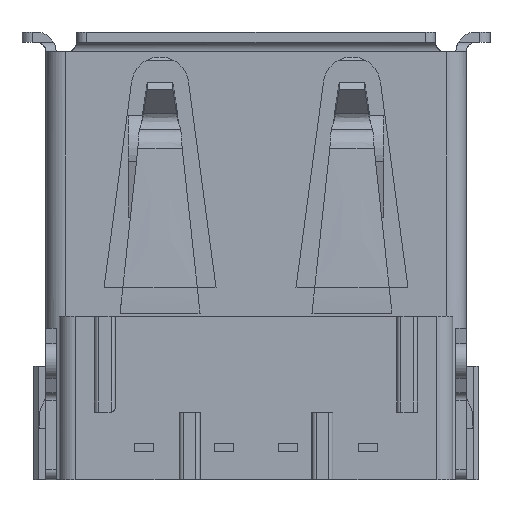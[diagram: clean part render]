
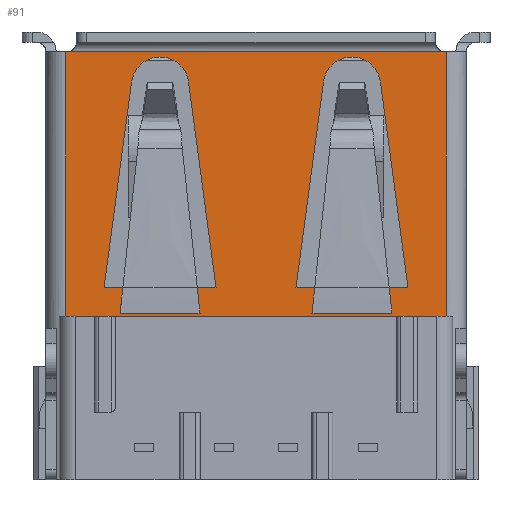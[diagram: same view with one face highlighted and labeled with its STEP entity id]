
A CAD part, front view. The second image highlights one B-rep face of the part: STEP entity #91.
In plain terms, the highlighted planar face has unit normal (0, -1, 0).
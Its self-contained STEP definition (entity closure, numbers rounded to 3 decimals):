
#91=ADVANCED_FACE('',(#631,#632,#633),#634,.T.);
#631=FACE_OUTER_BOUND('',#1650,.T.);
#632=FACE_BOUND('',#1651,.T.);
#633=FACE_BOUND('',#1652,.T.);
#634=PLANE('',#1653);
#1650=EDGE_LOOP('',(#4342,#4343,#4344,#4345,#4346,#4347,#4348,#4349));
#1651=EDGE_LOOP('',(#4350,#4351,#4352,#4353,#4354,#4355,#4356,#4357));
#1652=EDGE_LOOP('',(#4358,#4359,#4360,#4361,#4362,#4363,#4364,#4365));
#1653=AXIS2_PLACEMENT_3D('',#4366,#4367,#4368);
#4342=ORIENTED_EDGE('',*,*,#7987,.T.);
#4343=ORIENTED_EDGE('',*,*,#7988,.T.);
#4344=ORIENTED_EDGE('',*,*,#7869,.F.);
#4345=ORIENTED_EDGE('',*,*,#7986,.F.);
#4346=ORIENTED_EDGE('',*,*,#7978,.F.);
#4347=ORIENTED_EDGE('',*,*,#7989,.F.);
#4348=ORIENTED_EDGE('',*,*,#7864,.F.);
#4349=ORIENTED_EDGE('',*,*,#7990,.T.);
#4350=ORIENTED_EDGE('',*,*,#7991,.F.);
#4351=ORIENTED_EDGE('',*,*,#7992,.T.);
#4352=ORIENTED_EDGE('',*,*,#7993,.T.);
#4353=ORIENTED_EDGE('',*,*,#7994,.T.);
#4354=ORIENTED_EDGE('',*,*,#7995,.T.);
#4355=ORIENTED_EDGE('',*,*,#7996,.T.);
#4356=ORIENTED_EDGE('',*,*,#7997,.F.);
#4357=ORIENTED_EDGE('',*,*,#7998,.F.);
#4358=ORIENTED_EDGE('',*,*,#7999,.F.);
#4359=ORIENTED_EDGE('',*,*,#8000,.T.);
#4360=ORIENTED_EDGE('',*,*,#8001,.T.);
#4361=ORIENTED_EDGE('',*,*,#8002,.T.);
#4362=ORIENTED_EDGE('',*,*,#8003,.T.);
#4363=ORIENTED_EDGE('',*,*,#8004,.T.);
#4364=ORIENTED_EDGE('',*,*,#8005,.F.);
#4365=ORIENTED_EDGE('',*,*,#8006,.T.);
#4366=CARTESIAN_POINT('',(-6.568,-2.878,-0.318));
#4367=DIRECTION('',(0.0,-1.0,0.0));
#4368=DIRECTION('',(0.0,0.0,-1.0));
#7864=EDGE_CURVE('',#9282,#9284,#9285,.T.);
#7869=EDGE_CURVE('',#9291,#9293,#9294,.T.);
#7978=EDGE_CURVE('',#9494,#9496,#9497,.T.);
#7986=EDGE_CURVE('',#9496,#9291,#9508,.T.);
#7987=EDGE_CURVE('',#9509,#9510,#9511,.T.);
#7988=EDGE_CURVE('',#9510,#9293,#9512,.T.);
#7989=EDGE_CURVE('',#9284,#9494,#9513,.T.);
#7990=EDGE_CURVE('',#9282,#9509,#9514,.T.);
#7991=EDGE_CURVE('',#9515,#9516,#9517,.T.);
#7992=EDGE_CURVE('',#9515,#9518,#9519,.T.);
#7993=EDGE_CURVE('',#9518,#9520,#9521,.T.);
#7994=EDGE_CURVE('',#9520,#9522,#9523,.T.);
#7995=EDGE_CURVE('',#9522,#9524,#9525,.T.);
#7996=EDGE_CURVE('',#9524,#9526,#9527,.T.);
#7997=EDGE_CURVE('',#9528,#9526,#9529,.T.);
#7998=EDGE_CURVE('',#9516,#9528,#9530,.T.);
#7999=EDGE_CURVE('',#9531,#9532,#9533,.T.);
#8000=EDGE_CURVE('',#9531,#9534,#9535,.T.);
#8001=EDGE_CURVE('',#9534,#9536,#9537,.T.);
#8002=EDGE_CURVE('',#9536,#9538,#9539,.T.);
#8003=EDGE_CURVE('',#9538,#9540,#9541,.T.);
#8004=EDGE_CURVE('',#9540,#9542,#9543,.T.);
#8005=EDGE_CURVE('',#9544,#9542,#9545,.T.);
#8006=EDGE_CURVE('',#9544,#9532,#9546,.T.);
#9282=VERTEX_POINT('',#11569);
#9284=VERTEX_POINT('',#11572);
#9285=LINE('',#11573,#11574);
#9291=VERTEX_POINT('',#11582);
#9293=VERTEX_POINT('',#11584);
#9294=LINE('',#11585,#11586);
#9494=VERTEX_POINT('',#11876);
#9496=VERTEX_POINT('',#11878);
#9497=LINE('',#11879,#11880);
#9508=LINE('',#11895,#11896);
#9509=VERTEX_POINT('',#11897);
#9510=VERTEX_POINT('',#11898);
#9511=LINE('',#11899,#11900);
#9512=CIRCLE('',#11901,0.3);
#9513=LINE('',#11902,#11903);
#9514=CIRCLE('',#11904,0.3);
#9515=VERTEX_POINT('',#11905);
#9516=VERTEX_POINT('',#11906);
#9517=B_SPLINE_CURVE_WITH_KNOTS('',3,(#11907,#11908,#11909,#11910,#11911,#11912),.UNSPECIFIED.,.F.,.F.,(4,1,1,4),(0.0,0.333,0.667,1.0),.UNSPECIFIED.);
#9518=VERTEX_POINT('',#11913);
#9519=LINE('',#11914,#11915);
#9520=VERTEX_POINT('',#11916);
#9521=LINE('',#11917,#11918);
#9522=VERTEX_POINT('',#11919);
#9523=CIRCLE('',#11920,0.9);
#9524=VERTEX_POINT('',#11921);
#9525=LINE('',#11922,#11923);
#9526=VERTEX_POINT('',#11924);
#9527=LINE('',#11925,#11926);
#9528=VERTEX_POINT('',#11927);
#9529=B_SPLINE_CURVE_WITH_KNOTS('',3,(#11928,#11929,#11930,#11931,#11932,#11933),.UNSPECIFIED.,.F.,.F.,(4,1,1,4),(0.0,0.333,0.667,1.0),.UNSPECIFIED.);
#9530=LINE('',#11934,#11935);
#9531=VERTEX_POINT('',#11936);
#9532=VERTEX_POINT('',#11937);
#9533=B_SPLINE_CURVE_WITH_KNOTS('',3,(#11938,#11939,#11940,#11941,#11942,#11943),.UNSPECIFIED.,.F.,.F.,(4,1,1,4),(0.0,0.333,0.667,1.0),.UNSPECIFIED.);
#9534=VERTEX_POINT('',#11944);
#9535=LINE('',#11945,#11946);
#9536=VERTEX_POINT('',#11947);
#9537=LINE('',#11948,#11949);
#9538=VERTEX_POINT('',#11950);
#9539=CIRCLE('',#11951,0.9);
#9540=VERTEX_POINT('',#11952);
#9541=LINE('',#11953,#11954);
#9542=VERTEX_POINT('',#11955);
#9543=LINE('',#11956,#11957);
#9544=VERTEX_POINT('',#11958);
#9545=B_SPLINE_CURVE_WITH_KNOTS('',3,(#11959,#11960,#11961,#11962,#11963,#11964),.UNSPECIFIED.,.F.,.F.,(4,1,1,4),(0.0,0.333,0.667,1.0),.UNSPECIFIED.);
#9546=LINE('',#11965,#11966);
#11569=CARTESIAN_POINT('',(5.91,-2.878,-0.62));
#11572=CARTESIAN_POINT('',(5.948,-2.878,-0.62));
#11573=CARTESIAN_POINT('',(5.91,-2.878,-0.62));
#11574=VECTOR('',#15142,0.038);
#11582=CARTESIAN_POINT('',(-5.948,-2.878,-0.62));
#11584=CARTESIAN_POINT('',(-5.91,-2.878,-0.62));
#11585=CARTESIAN_POINT('',(-5.948,-2.878,-0.62));
#11586=VECTOR('',#15151,0.038);
#11876=CARTESIAN_POINT('',(5.948,-2.878,-8.88));
#11878=CARTESIAN_POINT('',(-5.948,-2.878,-8.88));
#11879=CARTESIAN_POINT('',(5.948,-2.878,-8.88));
#11880=VECTOR('',#15299,11.896);
#11895=CARTESIAN_POINT('',(-5.948,-2.878,-8.88));
#11896=VECTOR('',#15313,8.26);
#11897=CARTESIAN_POINT('',(5.875,-2.878,-0.618));
#11898=CARTESIAN_POINT('',(-5.875,-2.878,-0.618));
#11899=CARTESIAN_POINT('',(5.875,-2.878,-0.618));
#11900=VECTOR('',#15314,11.751);
#11901=AXIS2_PLACEMENT_3D('',#15315,#15316,#15317);
#11902=CARTESIAN_POINT('',(5.948,-2.878,-0.62));
#11903=VECTOR('',#15318,8.26);
#11904=AXIS2_PLACEMENT_3D('',#15319,#15320,#15321);
#11905=CARTESIAN_POINT('',(-4.163,-2.878,-7.98));
#11906=CARTESIAN_POINT('',(-4.25,-2.878,-8.79));
#11907=CARTESIAN_POINT('',(-4.163,-2.878,-7.98));
#11908=CARTESIAN_POINT('',(-4.173,-2.878,-8.07));
#11909=CARTESIAN_POINT('',(-4.192,-2.878,-8.25));
#11910=CARTESIAN_POINT('',(-4.221,-2.878,-8.52));
#11911=CARTESIAN_POINT('',(-4.24,-2.878,-8.7));
#11912=CARTESIAN_POINT('',(-4.25,-2.878,-8.79));
#11913=CARTESIAN_POINT('',(-4.75,-2.878,-7.98));
#11914=CARTESIAN_POINT('',(-4.163,-2.878,-7.98));
#11915=VECTOR('',#15322,0.587);
#11916=CARTESIAN_POINT('',(-3.892,-2.878,-1.561));
#11917=CARTESIAN_POINT('',(-4.75,-2.878,-7.98));
#11918=VECTOR('',#15323,6.476);
#11919=CARTESIAN_POINT('',(-2.108,-2.878,-1.561));
#11920=AXIS2_PLACEMENT_3D('',#15324,#15325,#15326);
#11921=CARTESIAN_POINT('',(-1.25,-2.878,-7.98));
#11922=CARTESIAN_POINT('',(-2.108,-2.878,-1.561));
#11923=VECTOR('',#15327,6.476);
#11924=CARTESIAN_POINT('',(-1.837,-2.878,-7.98));
#11925=CARTESIAN_POINT('',(-1.25,-2.878,-7.98));
#11926=VECTOR('',#15328,0.587);
#11927=CARTESIAN_POINT('',(-1.75,-2.878,-8.79));
#11928=CARTESIAN_POINT('',(-1.75,-2.878,-8.79));
#11929=CARTESIAN_POINT('',(-1.76,-2.878,-8.7));
#11930=CARTESIAN_POINT('',(-1.779,-2.878,-8.52));
#11931=CARTESIAN_POINT('',(-1.808,-2.878,-8.25));
#11932=CARTESIAN_POINT('',(-1.827,-2.878,-8.07));
#11933=CARTESIAN_POINT('',(-1.837,-2.878,-7.98));
#11934=CARTESIAN_POINT('',(-4.25,-2.878,-8.79));
#11935=VECTOR('',#15329,2.5);
#11936=CARTESIAN_POINT('',(1.837,-2.878,-7.98));
#11937=CARTESIAN_POINT('',(1.75,-2.878,-8.79));
#11938=CARTESIAN_POINT('',(1.837,-2.878,-7.98));
#11939=CARTESIAN_POINT('',(1.827,-2.878,-8.07));
#11940=CARTESIAN_POINT('',(1.808,-2.878,-8.25));
#11941=CARTESIAN_POINT('',(1.779,-2.878,-8.52));
#11942=CARTESIAN_POINT('',(1.76,-2.878,-8.7));
#11943=CARTESIAN_POINT('',(1.75,-2.878,-8.79));
#11944=CARTESIAN_POINT('',(1.25,-2.878,-7.98));
#11945=CARTESIAN_POINT('',(1.837,-2.878,-7.98));
#11946=VECTOR('',#15330,0.587);
#11947=CARTESIAN_POINT('',(2.108,-2.878,-1.561));
#11948=CARTESIAN_POINT('',(1.25,-2.878,-7.98));
#11949=VECTOR('',#15331,6.476);
#11950=CARTESIAN_POINT('',(3.892,-2.878,-1.561));
#11951=AXIS2_PLACEMENT_3D('',#15332,#15333,#15334);
#11952=CARTESIAN_POINT('',(4.75,-2.878,-7.98));
#11953=CARTESIAN_POINT('',(3.892,-2.878,-1.561));
#11954=VECTOR('',#15335,6.476);
#11955=CARTESIAN_POINT('',(4.163,-2.878,-7.98));
#11956=CARTESIAN_POINT('',(4.75,-2.878,-7.98));
#11957=VECTOR('',#15336,0.587);
#11958=CARTESIAN_POINT('',(4.25,-2.878,-8.79));
#11959=CARTESIAN_POINT('',(4.25,-2.878,-8.79));
#11960=CARTESIAN_POINT('',(4.24,-2.878,-8.7));
#11961=CARTESIAN_POINT('',(4.221,-2.878,-8.52));
#11962=CARTESIAN_POINT('',(4.192,-2.878,-8.25));
#11963=CARTESIAN_POINT('',(4.173,-2.878,-8.07));
#11964=CARTESIAN_POINT('',(4.163,-2.878,-7.98));
#11965=CARTESIAN_POINT('',(4.25,-2.878,-8.79));
#11966=VECTOR('',#15337,2.5);
#15142=DIRECTION('',(1.0,0.,0.0));
#15151=DIRECTION('',(1.0,0.,0.0));
#15299=DIRECTION('',(-1.0,0.0,0.0));
#15313=DIRECTION('',(0.0,0.0,1.0));
#15314=DIRECTION('',(-1.0,0.0,0.0));
#15315=CARTESIAN_POINT('',(-5.91,-2.878,-0.32));
#15316=DIRECTION('',(0.0,1.0,0.0));
#15317=DIRECTION('',(0.115,0.0,-0.993));
#15318=DIRECTION('',(0.0,0.0,-1.0));
#15319=CARTESIAN_POINT('',(5.91,-2.878,-0.32));
#15320=DIRECTION('',(0.0,1.0,0.0));
#15321=DIRECTION('',(0.0,0.0,-1.0));
#15322=DIRECTION('',(-1.,0.,0.));
#15323=DIRECTION('',(0.132,0.0,0.991));
#15324=CARTESIAN_POINT('',(-3.0,-2.878,-1.68));
#15325=DIRECTION('',(0.0,1.0,0.0));
#15326=DIRECTION('',(-0.991,0.0,0.132));
#15327=DIRECTION('',(0.132,0.0,-0.991));
#15328=DIRECTION('',(-1.,0.,0.));
#15329=DIRECTION('',(1.0,0.0,0.0));
#15330=DIRECTION('',(-1.,0.,0.));
#15331=DIRECTION('',(0.132,0.0,0.991));
#15332=CARTESIAN_POINT('',(3.0,-2.878,-1.68));
#15333=DIRECTION('',(0.0,1.0,0.0));
#15334=DIRECTION('',(-0.991,0.0,0.132));
#15335=DIRECTION('',(0.132,0.0,-0.991));
#15336=DIRECTION('',(-1.,0.,0.));
#15337=DIRECTION('',(-1.0,0.0,0.0));
